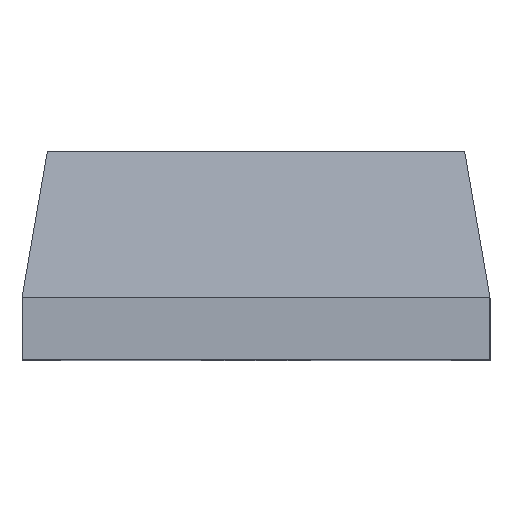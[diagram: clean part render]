
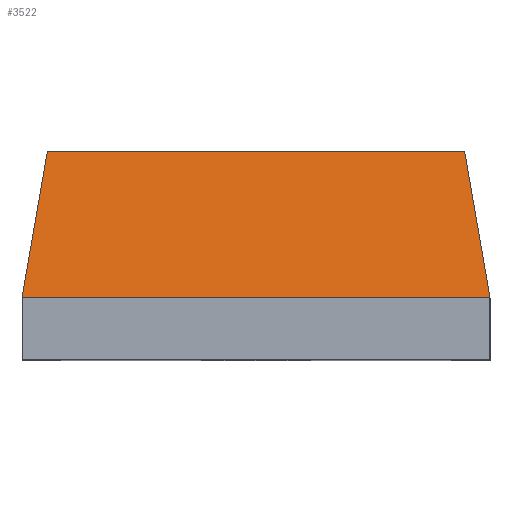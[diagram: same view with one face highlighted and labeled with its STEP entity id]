
A CAD part, top view. The second image highlights one B-rep face of the part: STEP entity #3522.
In plain terms, the highlighted planar face has unit normal (0, 0.17, 0.985).
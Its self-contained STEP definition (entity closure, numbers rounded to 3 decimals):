
#12 = DIRECTION ( 'NONE',  ( 1., 0., 0. ) ) ;
#201 = LINE ( 'NONE', #574, #2774 ) ;
#228 = DIRECTION ( 'NONE',  ( 0.168, -0.971, 0.168 ) ) ;
#256 = ORIENTED_EDGE ( 'NONE', *, *, #2947, .F. ) ;
#303 = VECTOR ( 'NONE', #3402, 1000. ) ;
#318 = VECTOR ( 'NONE', #628, 1000. ) ;
#350 = VECTOR ( 'NONE', #3111, 1000. ) ;
#363 = LINE ( 'NONE', #3053, #350 ) ;
#364 = VERTEX_POINT ( 'NONE', #3629 ) ;
#442 = VERTEX_POINT ( 'NONE', #1869 ) ;
#574 = CARTESIAN_POINT ( 'NONE',  ( 0., -1.825, 13.41 ) ) ;
#601 = VECTOR ( 'NONE', #12, 1000. ) ;
#606 = CARTESIAN_POINT ( 'NONE',  ( 4.4, -1.825, 13.41 ) ) ;
#628 = DIRECTION ( 'NONE',  ( 1., 0., 0. ) ) ;
#679 = EDGE_CURVE ( 'NONE', #1580, #364, #363, .T. ) ;
#959 = CARTESIAN_POINT ( 'NONE',  ( 0., -1.825, 13.41 ) ) ;
#1249 = VERTEX_POINT ( 'NONE', #1843 ) ;
#1278 = EDGE_CURVE ( 'NONE', #1249, #1286, #3665, .T. ) ;
#1286 = VERTEX_POINT ( 'NONE', #1294 ) ;
#1294 = CARTESIAN_POINT ( 'NONE',  ( 4.4, -1.825, 13.41 ) ) ;
#1373 = FACE_OUTER_BOUND ( 'NONE', #3558, .T. ) ;
#1442 = EDGE_CURVE ( 'NONE', #442, #1524, #3248, .T. ) ;
#1524 = VERTEX_POINT ( 'NONE', #3048 ) ;
#1580 = VERTEX_POINT ( 'NONE', #1755 ) ;
#1675 = ORIENTED_EDGE ( 'NONE', *, *, #1278, .T. ) ;
#1755 = CARTESIAN_POINT ( 'NONE',  ( -4.69, 1.475, 12.84 ) ) ;
#1843 = CARTESIAN_POINT ( 'NONE',  ( -4.4, -1.825, 13.41 ) ) ;
#1847 = LINE ( 'NONE', #2752, #318 ) ;
#1869 = CARTESIAN_POINT ( 'NONE',  ( 4.69, 1.475, 12.84 ) ) ;
#1910 = DIRECTION ( 'NONE',  ( 0., -0.17, -0.985 ) ) ;
#1947 = CARTESIAN_POINT ( 'NONE',  ( 0., 1.475, 12.84 ) ) ;
#2118 = ORIENTED_EDGE ( 'NONE', *, *, #679, .T. ) ;
#2207 = LINE ( 'NONE', #959, #303 ) ;
#2220 = ORIENTED_EDGE ( 'NONE', *, *, #3738, .F. ) ;
#2221 = EDGE_CURVE ( 'NONE', #1249, #364, #2207, .T. ) ;
#2329 = DIRECTION ( 'NONE',  ( -1., 0., 0. ) ) ;
#2505 = DIRECTION ( 'NONE',  ( 1., 0., 0. ) ) ;
#2556 = VECTOR ( 'NONE', #228, 1000. ) ;
#2596 = ORIENTED_EDGE ( 'NONE', *, *, #1442, .F. ) ;
#2752 = CARTESIAN_POINT ( 'NONE',  ( 0., 1.475, 12.84 ) ) ;
#2774 = VECTOR ( 'NONE', #2329, 1000. ) ;
#2947 = EDGE_CURVE ( 'NONE', #1524, #1286, #201, .T. ) ;
#2950 = CARTESIAN_POINT ( 'NONE',  ( 4.558, 2.239, 12.708 ) ) ;
#3048 = CARTESIAN_POINT ( 'NONE',  ( 5.26, -1.825, 13.41 ) ) ;
#3053 = CARTESIAN_POINT ( 'NONE',  ( -4.882, 0.361, 13.032 ) ) ;
#3111 = DIRECTION ( 'NONE',  ( -0.168, -0.971, 0.168 ) ) ;
#3248 = LINE ( 'NONE', #2950, #2556 ) ;
#3402 = DIRECTION ( 'NONE',  ( -1., 0., 0. ) ) ;
#3438 = PLANE ( 'NONE',  #3479 ) ;
#3479 = AXIS2_PLACEMENT_3D ( 'NONE', #1947, #1910, #2505 ) ;
#3522 = ADVANCED_FACE ( 'NONE', ( #1373 ), #3438, .F. ) ;
#3558 = EDGE_LOOP ( 'NONE', ( #1675, #256, #2596, #2220, #2118, #3694 ) ) ;
#3629 = CARTESIAN_POINT ( 'NONE',  ( -5.26, -1.825, 13.41 ) ) ;
#3665 = LINE ( 'NONE', #606, #601 ) ;
#3694 = ORIENTED_EDGE ( 'NONE', *, *, #2221, .F. ) ;
#3738 = EDGE_CURVE ( 'NONE', #1580, #442, #1847, .T. ) ;
